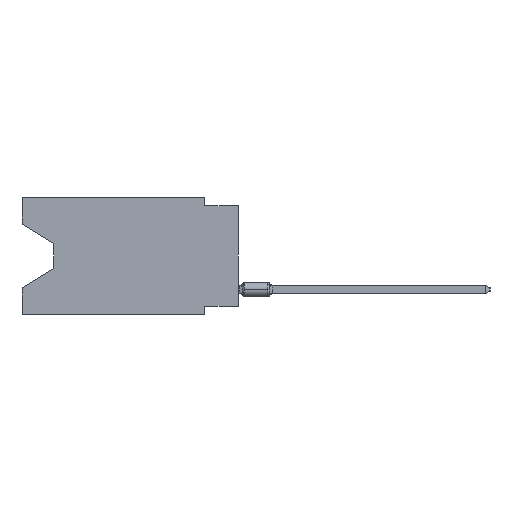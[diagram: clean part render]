
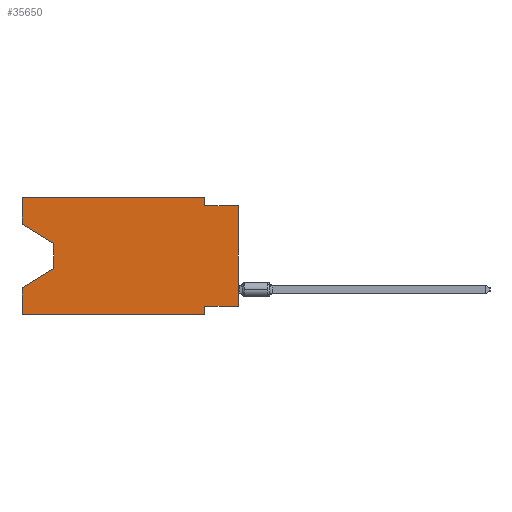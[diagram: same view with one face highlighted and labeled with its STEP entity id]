
A CAD part, left-side view. The second image highlights one B-rep face of the part: STEP entity #35650.
In plain terms, the highlighted planar face has unit normal (-1, 0, 0).
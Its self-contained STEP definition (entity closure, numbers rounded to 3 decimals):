
#269 = ORIENTED_EDGE ( 'NONE', *, *, #56695, .F. ) ;
#2725 = DIRECTION ( 'NONE',  ( 0., 0., -1. ) ) ;
#3656 = LINE ( 'NONE', #67129, #38593 ) ;
#3669 = EDGE_CURVE ( 'NONE', #55939, #12998, #61755, .T. ) ;
#3686 = DIRECTION ( 'NONE',  ( 0., 0., 1. ) ) ;
#4167 = CARTESIAN_POINT ( 'NONE',  ( 0., 16.383, -8.89 ) ) ;
#5364 = EDGE_CURVE ( 'NONE', #11578, #19523, #19388, .T. ) ;
#5387 = VECTOR ( 'NONE', #29800, 1000. ) ;
#6066 = CARTESIAN_POINT ( 'NONE',  ( 0., 2.54, 0. ) ) ;
#7200 = ORIENTED_EDGE ( 'NONE', *, *, #55670, .F. ) ;
#9181 = CARTESIAN_POINT ( 'NONE',  ( 0., 13.97, -3.505 ) ) ;
#10272 = VERTEX_POINT ( 'NONE', #9181 ) ;
#11578 = VERTEX_POINT ( 'NONE', #6066 ) ;
#11976 = AXIS2_PLACEMENT_3D ( 'NONE', #18155, #49738, #2725 ) ;
#12998 = VERTEX_POINT ( 'NONE', #44330 ) ;
#13267 = VERTEX_POINT ( 'NONE', #16112 ) ;
#14890 = EDGE_LOOP ( 'NONE', ( #56699, #55642, #66786, #23800, #47326, #269, #20511, #63862, #7200, #60837, #44927, #39169 ) ) ;
#15470 = VERTEX_POINT ( 'NONE', #60137 ) ;
#15685 = EDGE_CURVE ( 'NONE', #13267, #24398, #46393, .T. ) ;
#16112 = CARTESIAN_POINT ( 'NONE',  ( 0., 0., -8.255 ) ) ;
#16899 = EDGE_CURVE ( 'NONE', #29629, #17863, #34929, .T. ) ;
#17863 = VERTEX_POINT ( 'NONE', #52847 ) ;
#18155 = CARTESIAN_POINT ( 'NONE',  ( 0., 16.383, 0. ) ) ;
#19388 = LINE ( 'NONE', #66408, #49297 ) ;
#19523 = VERTEX_POINT ( 'NONE', #22552 ) ;
#20224 = DIRECTION ( 'NONE',  ( 0., -1., 0. ) ) ;
#20299 = CARTESIAN_POINT ( 'NONE',  ( 0., 0., -8.255 ) ) ;
#20511 = ORIENTED_EDGE ( 'NONE', *, *, #15685, .F. ) ;
#20624 = DIRECTION ( 'NONE',  ( 0., 1., 0. ) ) ;
#21058 = LINE ( 'NONE', #30672, #39796 ) ;
#22552 = CARTESIAN_POINT ( 'NONE',  ( 0., 2.54, -0.635 ) ) ;
#23169 = CARTESIAN_POINT ( 'NONE',  ( 0., 13.97, -3.505 ) ) ;
#23387 = EDGE_CURVE ( 'NONE', #17863, #11578, #24404, .T. ) ;
#23596 = CARTESIAN_POINT ( 'NONE',  ( 0., 0., 0. ) ) ;
#23800 = ORIENTED_EDGE ( 'NONE', *, *, #57921, .F. ) ;
#24398 = VERTEX_POINT ( 'NONE', #37713 ) ;
#24404 = LINE ( 'NONE', #51473, #54499 ) ;
#25232 = DIRECTION ( 'NONE',  ( 0., 0., -1. ) ) ;
#29122 = CARTESIAN_POINT ( 'NONE',  ( 0., 16.383, 0. ) ) ;
#29422 = CARTESIAN_POINT ( 'NONE',  ( 0., 16.383, 0. ) ) ;
#29629 = VERTEX_POINT ( 'NONE', #50552 ) ;
#29800 = DIRECTION ( 'NONE',  ( 0., 0., 1. ) ) ;
#30672 = CARTESIAN_POINT ( 'NONE',  ( 0., 0., -0.635 ) ) ;
#31492 = VERTEX_POINT ( 'NONE', #65504 ) ;
#32024 = DIRECTION ( 'NONE',  ( 0., -1., 0. ) ) ;
#32222 = VERTEX_POINT ( 'NONE', #53993 ) ;
#34929 = LINE ( 'NONE', #29122, #5387 ) ;
#35650 = ADVANCED_FACE ( 'NONE', ( #65188 ), #64843, .F. ) ;
#37675 = VECTOR ( 'NONE', #60984, 1000. ) ;
#37713 = CARTESIAN_POINT ( 'NONE',  ( 0., 2.54, -8.255 ) ) ;
#37773 = VECTOR ( 'NONE', #3686, 1000. ) ;
#38155 = VECTOR ( 'NONE', #20224, 1000. ) ;
#38593 = VECTOR ( 'NONE', #61980, 1000. ) ;
#39061 = LINE ( 'NONE', #56875, #66231 ) ;
#39169 = ORIENTED_EDGE ( 'NONE', *, *, #16899, .F. ) ;
#39796 = VECTOR ( 'NONE', #32024, 1000. ) ;
#40714 = VECTOR ( 'NONE', #20624, 1000. ) ;
#42563 = EDGE_CURVE ( 'NONE', #31492, #15470, #39061, .T. ) ;
#44183 = DIRECTION ( 'NONE',  ( 0., 0., 1. ) ) ;
#44330 = CARTESIAN_POINT ( 'NONE',  ( 0., 2.54, -8.89 ) ) ;
#44843 = CARTESIAN_POINT ( 'NONE',  ( 0., 2.54, -8.89 ) ) ;
#44927 = ORIENTED_EDGE ( 'NONE', *, *, #23387, .F. ) ;
#45544 = LINE ( 'NONE', #44843, #37675 ) ;
#46393 = LINE ( 'NONE', #20299, #40714 ) ;
#46669 = DIRECTION ( 'NONE',  ( 0., -1., 0. ) ) ;
#47326 = ORIENTED_EDGE ( 'NONE', *, *, #3669, .T. ) ;
#47358 = EDGE_CURVE ( 'NONE', #10272, #31492, #49228, .T. ) ;
#49228 = LINE ( 'NONE', #23169, #56860 ) ;
#49297 = VECTOR ( 'NONE', #25232, 1000. ) ;
#49738 = DIRECTION ( 'NONE',  ( 1., 0., 0. ) ) ;
#49999 = LINE ( 'NONE', #23596, #50333 ) ;
#50277 = EDGE_CURVE ( 'NONE', #13267, #32222, #49999, .T. ) ;
#50333 = VECTOR ( 'NONE', #44183, 1000. ) ;
#50552 = CARTESIAN_POINT ( 'NONE',  ( 0., 16.383, -2.038 ) ) ;
#51473 = CARTESIAN_POINT ( 'NONE',  ( 0., 16.383, 0. ) ) ;
#52847 = CARTESIAN_POINT ( 'NONE',  ( 0., 16.383, 0. ) ) ;
#53993 = CARTESIAN_POINT ( 'NONE',  ( 0., 0., -0.635 ) ) ;
#54499 = VECTOR ( 'NONE', #46669, 1000. ) ;
#54723 = DIRECTION ( 'NONE',  ( 0., 0., -1. ) ) ;
#55642 = ORIENTED_EDGE ( 'NONE', *, *, #47358, .T. ) ;
#55670 = EDGE_CURVE ( 'NONE', #19523, #32222, #21058, .T. ) ;
#55939 = VERTEX_POINT ( 'NONE', #4167 ) ;
#56695 = EDGE_CURVE ( 'NONE', #24398, #12998, #45544, .T. ) ;
#56699 = ORIENTED_EDGE ( 'NONE', *, *, #63719, .T. ) ;
#56860 = VECTOR ( 'NONE', #54723, 1000. ) ;
#56875 = CARTESIAN_POINT ( 'NONE',  ( 0., 13.97, -5.385 ) ) ;
#56929 = CARTESIAN_POINT ( 'NONE',  ( 0., 16.383, -8.89 ) ) ;
#57921 = EDGE_CURVE ( 'NONE', #55939, #15470, #66474, .T. ) ;
#60137 = CARTESIAN_POINT ( 'NONE',  ( 0., 16.383, -6.852 ) ) ;
#60837 = ORIENTED_EDGE ( 'NONE', *, *, #5364, .F. ) ;
#60984 = DIRECTION ( 'NONE',  ( 0., 0., -1. ) ) ;
#61700 = DIRECTION ( 'NONE',  ( 0., 0.855, -0.519 ) ) ;
#61755 = LINE ( 'NONE', #56929, #38155 ) ;
#61980 = DIRECTION ( 'NONE',  ( 0., -0.855, -0.519 ) ) ;
#63719 = EDGE_CURVE ( 'NONE', #29629, #10272, #3656, .T. ) ;
#63862 = ORIENTED_EDGE ( 'NONE', *, *, #50277, .T. ) ;
#64843 = PLANE ( 'NONE',  #11976 ) ;
#65188 = FACE_OUTER_BOUND ( 'NONE', #14890, .T. ) ;
#65504 = CARTESIAN_POINT ( 'NONE',  ( 0., 13.97, -5.385 ) ) ;
#66231 = VECTOR ( 'NONE', #61700, 1000. ) ;
#66408 = CARTESIAN_POINT ( 'NONE',  ( 0., 2.54, 0. ) ) ;
#66474 = LINE ( 'NONE', #29422, #37773 ) ;
#66786 = ORIENTED_EDGE ( 'NONE', *, *, #42563, .T. ) ;
#67129 = CARTESIAN_POINT ( 'NONE',  ( 0., 16.383, -2.038 ) ) ;
